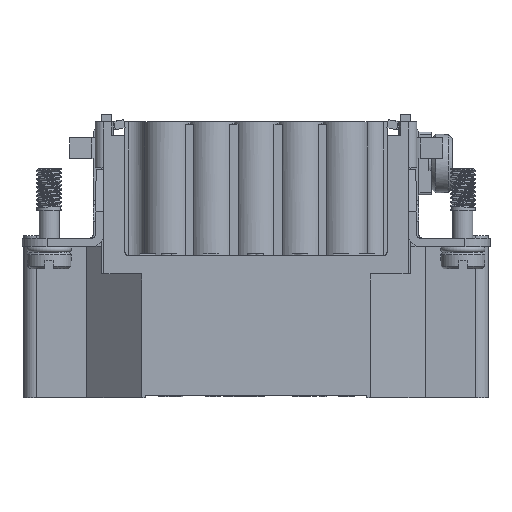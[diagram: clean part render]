
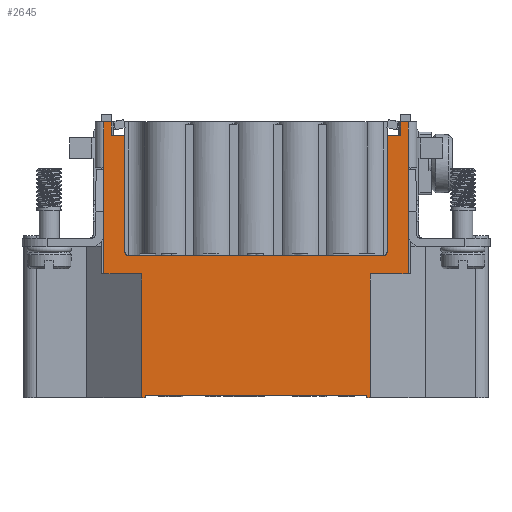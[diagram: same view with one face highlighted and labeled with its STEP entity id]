
A CAD part, front view. The second image highlights one B-rep face of the part: STEP entity #2645.
In plain terms, the highlighted planar face has unit normal (0, -1, 0).
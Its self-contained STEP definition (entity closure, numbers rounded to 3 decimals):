
#621=CIRCLE('',#23672,0.5);
#630=CIRCLE('',#23683,0.5);
#2645=ADVANCED_FACE('',(#4640),#3739,.F.);
#3739=PLANE('',#23799);
#4640=FACE_OUTER_BOUND('',#5830,.T.);
#5830=EDGE_LOOP('',(#9518,#9519,#9520,#9521,#9522,#9523,#9524,#9525,#9526,
#9527,#9528,#9529,#9530,#9531,#9532,#9533,#9534,#9535,#9536,#9537,#9538,
#9539,#9540,#9541,#9542,#9543,#9544,#9545,#9546,#9547));
#9518=ORIENTED_EDGE('',*,*,#16879,.F.);
#9519=ORIENTED_EDGE('',*,*,#16882,.T.);
#9520=ORIENTED_EDGE('',*,*,#16883,.T.);
#9521=ORIENTED_EDGE('',*,*,#16874,.F.);
#9522=ORIENTED_EDGE('',*,*,#16884,.T.);
#9523=ORIENTED_EDGE('',*,*,#16885,.T.);
#9524=ORIENTED_EDGE('',*,*,#16886,.F.);
#9525=ORIENTED_EDGE('',*,*,#16887,.T.);
#9526=ORIENTED_EDGE('',*,*,#16869,.F.);
#9527=ORIENTED_EDGE('',*,*,#16568,.T.);
#9528=ORIENTED_EDGE('',*,*,#16573,.F.);
#9529=ORIENTED_EDGE('',*,*,#16594,.T.);
#9530=ORIENTED_EDGE('',*,*,#16868,.T.);
#9531=ORIENTED_EDGE('',*,*,#16888,.F.);
#9532=ORIENTED_EDGE('',*,*,#16889,.T.);
#9533=ORIENTED_EDGE('',*,*,#16890,.F.);
#9534=ORIENTED_EDGE('',*,*,#16891,.T.);
#9535=ORIENTED_EDGE('',*,*,#16861,.T.);
#9536=ORIENTED_EDGE('',*,*,#16892,.T.);
#9537=ORIENTED_EDGE('',*,*,#16893,.T.);
#9538=ORIENTED_EDGE('',*,*,#16856,.T.);
#9539=ORIENTED_EDGE('',*,*,#16523,.T.);
#9540=ORIENTED_EDGE('',*,*,#16894,.T.);
#9541=ORIENTED_EDGE('',*,*,#16558,.F.);
#9542=ORIENTED_EDGE('',*,*,#16516,.F.);
#9543=ORIENTED_EDGE('',*,*,#16513,.F.);
#9544=ORIENTED_EDGE('',*,*,#16512,.F.);
#9545=ORIENTED_EDGE('',*,*,#16549,.F.);
#9546=ORIENTED_EDGE('',*,*,#16895,.T.);
#9547=ORIENTED_EDGE('',*,*,#16536,.T.);
#13974=VERTEX_POINT('',#37177);
#13975=VERTEX_POINT('',#37179);
#13976=VERTEX_POINT('',#37183);
#13977=VERTEX_POINT('',#37187);
#13984=VERTEX_POINT('',#37203);
#13985=VERTEX_POINT('',#37205);
#13993=VERTEX_POINT('',#37224);
#13997=VERTEX_POINT('',#37231);
#14008=VERTEX_POINT('',#37256);
#14016=VERTEX_POINT('',#37275);
#14025=VERTEX_POINT('',#37299);
#14026=VERTEX_POINT('',#37300);
#14030=VERTEX_POINT('',#37313);
#14050=VERTEX_POINT('',#37355);
#14230=VERTEX_POINT('',#37869);
#14234=VERTEX_POINT('',#37877);
#14235=VERTEX_POINT('',#37879);
#14239=VERTEX_POINT('',#37891);
#14240=VERTEX_POINT('',#37895);
#14243=VERTEX_POINT('',#37903);
#14244=VERTEX_POINT('',#37905);
#14248=VERTEX_POINT('',#37913);
#14250=VERTEX_POINT('',#37921);
#14251=VERTEX_POINT('',#37924);
#14252=VERTEX_POINT('',#37926);
#14253=VERTEX_POINT('',#37928);
#14254=VERTEX_POINT('',#37931);
#14255=VERTEX_POINT('',#37933);
#14256=VERTEX_POINT('',#37935);
#14257=VERTEX_POINT('',#37938);
#16512=EDGE_CURVE('',#13975,#13974,#19445,.T.);
#16513=EDGE_CURVE('',#13974,#13976,#19446,.T.);
#16516=EDGE_CURVE('',#13976,#13977,#19449,.T.);
#16523=EDGE_CURVE('',#13985,#13984,#19456,.T.);
#16536=EDGE_CURVE('',#13993,#13997,#19469,.T.);
#16549=EDGE_CURVE('',#14008,#13975,#19480,.T.);
#16558=EDGE_CURVE('',#13977,#14016,#19488,.T.);
#16568=EDGE_CURVE('',#14025,#14026,#621,.T.);
#16573=EDGE_CURVE('',#14030,#14026,#19496,.T.);
#16594=EDGE_CURVE('',#14030,#14050,#630,.T.);
#16856=EDGE_CURVE('',#14230,#13985,#19726,.T.);
#16861=EDGE_CURVE('',#14235,#14234,#19731,.T.);
#16868=EDGE_CURVE('',#14050,#14239,#19738,.T.);
#16869=EDGE_CURVE('',#14025,#14240,#19739,.T.);
#16874=EDGE_CURVE('',#14243,#14244,#19744,.T.);
#16879=EDGE_CURVE('',#14248,#13997,#19749,.T.);
#16882=EDGE_CURVE('',#14248,#14250,#19752,.T.);
#16883=EDGE_CURVE('',#14250,#14244,#19753,.T.);
#16884=EDGE_CURVE('',#14243,#14251,#19754,.T.);
#16885=EDGE_CURVE('',#14251,#14252,#19755,.T.);
#16886=EDGE_CURVE('',#14253,#14252,#19756,.T.);
#16887=EDGE_CURVE('',#14253,#14240,#19757,.T.);
#16888=EDGE_CURVE('',#14254,#14239,#19758,.T.);
#16889=EDGE_CURVE('',#14254,#14255,#19759,.T.);
#16890=EDGE_CURVE('',#14256,#14255,#19760,.T.);
#16891=EDGE_CURVE('',#14256,#14235,#19761,.T.);
#16892=EDGE_CURVE('',#14234,#14257,#19762,.T.);
#16893=EDGE_CURVE('',#14257,#14230,#19763,.T.);
#16894=EDGE_CURVE('',#13984,#14016,#19764,.T.);
#16895=EDGE_CURVE('',#14008,#13993,#19765,.T.);
#19445=LINE('',#37180,#21773);
#19446=LINE('',#37182,#21774);
#19449=LINE('',#37188,#21777);
#19456=LINE('',#37204,#21784);
#19469=LINE('',#37232,#21797);
#19480=LINE('',#37257,#21808);
#19488=LINE('',#37274,#21816);
#19496=LINE('',#37312,#21824);
#19726=LINE('',#37868,#22054);
#19731=LINE('',#37878,#22059);
#19738=LINE('',#37892,#22066);
#19739=LINE('',#37894,#22067);
#19744=LINE('',#37904,#22072);
#19749=LINE('',#37914,#22077);
#19752=LINE('',#37920,#22080);
#19753=LINE('',#37922,#22081);
#19754=LINE('',#37923,#22082);
#19755=LINE('',#37925,#22083);
#19756=LINE('',#37927,#22084);
#19757=LINE('',#37929,#22085);
#19758=LINE('',#37930,#22086);
#19759=LINE('',#37932,#22087);
#19760=LINE('',#37934,#22088);
#19761=LINE('',#37936,#22089);
#19762=LINE('',#37937,#22090);
#19763=LINE('',#37939,#22091);
#19764=LINE('',#37940,#22092);
#19765=LINE('',#37941,#22093);
#21773=VECTOR('',#26975,1.);
#21774=VECTOR('',#26978,1.);
#21777=VECTOR('',#26983,1.);
#21784=VECTOR('',#26994,1.);
#21797=VECTOR('',#27011,1.);
#21808=VECTOR('',#27028,1.);
#21816=VECTOR('',#27040,1.);
#21824=VECTOR('',#27064,1.);
#22054=VECTOR('',#27530,1.);
#22059=VECTOR('',#27535,1.);
#22066=VECTOR('',#27546,1.);
#22067=VECTOR('',#27549,1.);
#22072=VECTOR('',#27556,1.);
#22077=VECTOR('',#27561,1.);
#22080=VECTOR('',#27568,1.);
#22081=VECTOR('',#27569,1.);
#22082=VECTOR('',#27570,1.);
#22083=VECTOR('',#27571,1.);
#22084=VECTOR('',#27572,1.);
#22085=VECTOR('',#27573,1.);
#22086=VECTOR('',#27574,1.);
#22087=VECTOR('',#27575,1.);
#22088=VECTOR('',#27576,1.);
#22089=VECTOR('',#27577,1.);
#22090=VECTOR('',#27578,1.);
#22091=VECTOR('',#27579,1.);
#22092=VECTOR('',#27580,1.);
#22093=VECTOR('',#27581,1.);
#23672=AXIS2_PLACEMENT_3D('',#37298,#27056,#27057);
#23683=AXIS2_PLACEMENT_3D('',#37354,#27094,#27095);
#23799=AXIS2_PLACEMENT_3D('',#37942,#27582,#27583);
#26975=DIRECTION('',(0.,0.,1.));
#26978=DIRECTION('',(-1.,0.,0.));
#26983=DIRECTION('',(0.,0.,-1.));
#26994=DIRECTION('',(1.,0.,0.));
#27011=DIRECTION('',(1.,0.,0.));
#27028=DIRECTION('',(-1.,0.,0.));
#27040=DIRECTION('',(-1.,0.,0.));
#27056=DIRECTION('',(0.,1.,0.));
#27057=DIRECTION('',(1.,0.,0.));
#27064=DIRECTION('',(1.,0.,0.));
#27094=DIRECTION('',(0.,1.,0.));
#27095=DIRECTION('',(1.,0.,0.));
#27530=DIRECTION('',(0.,0.,-1.));
#27535=DIRECTION('',(0.,0.,-1.));
#27546=DIRECTION('',(0.,0.,1.));
#27549=DIRECTION('',(0.,0.,1.));
#27556=DIRECTION('',(0.,0.,-1.));
#27561=DIRECTION('',(0.,0.,-1.));
#27568=DIRECTION('',(-0.017,0.,1.));
#27569=DIRECTION('',(1.,0.,0.017));
#27570=DIRECTION('',(0.,0.,1.));
#27571=DIRECTION('',(-1.,0.,0.));
#27572=DIRECTION('',(0.,0.,1.));
#27573=DIRECTION('',(-1.,0.,0.));
#27574=DIRECTION('',(1.,0.,0.));
#27575=DIRECTION('',(0.,0.,1.));
#27576=DIRECTION('',(1.,0.,0.));
#27577=DIRECTION('',(0.,0.,-1.));
#27578=DIRECTION('',(1.,0.,-0.017));
#27579=DIRECTION('',(-0.017,0.,-1.));
#27580=DIRECTION('',(0.,0.,-1.));
#27581=DIRECTION('',(0.,0.,1.));
#27582=DIRECTION('',(0.,1.,0.));
#27583=DIRECTION('',(-1.,0.,0.));
#37177=CARTESIAN_POINT('',(13.25,-11.25,-0.3));
#37179=CARTESIAN_POINT('',(13.25,-11.25,-0.6));
#37180=CARTESIAN_POINT('',(13.25,-11.25,32.2));
#37182=CARTESIAN_POINT('',(-18.2,-11.25,-0.3));
#37183=CARTESIAN_POINT('',(-13.25,-11.25,-0.3));
#37187=CARTESIAN_POINT('',(-13.25,-11.25,-0.6));
#37188=CARTESIAN_POINT('',(-13.25,-11.25,32.2));
#37203=CARTESIAN_POINT('',(-13.698,-11.25,14.2));
#37204=CARTESIAN_POINT('',(-18.2,-11.25,14.2));
#37205=CARTESIAN_POINT('',(-18.2,-11.25,14.2));
#37224=CARTESIAN_POINT('',(13.698,-11.25,14.2));
#37231=CARTESIAN_POINT('',(18.2,-11.25,14.2));
#37232=CARTESIAN_POINT('',(-18.2,-11.25,14.2));
#37256=CARTESIAN_POINT('',(13.698,-11.25,-0.6));
#37257=CARTESIAN_POINT('',(-8.4,-11.25,-0.6));
#37274=CARTESIAN_POINT('',(-8.4,-11.25,-0.6));
#37275=CARTESIAN_POINT('',(-13.698,-11.25,-0.6));
#37298=CARTESIAN_POINT('',(15.2,-11.25,16.9));
#37299=CARTESIAN_POINT('',(15.7,-11.25,16.9));
#37300=CARTESIAN_POINT('',(15.2,-11.25,16.4));
#37312=CARTESIAN_POINT('',(-18.2,-11.25,16.4));
#37313=CARTESIAN_POINT('',(-15.2,-11.25,16.4));
#37354=CARTESIAN_POINT('',(-15.2,-11.25,16.9));
#37355=CARTESIAN_POINT('',(-15.7,-11.25,16.9));
#37868=CARTESIAN_POINT('',(-18.2,-11.25,32.2));
#37869=CARTESIAN_POINT('',(-18.2,-11.25,22.149));
#37877=CARTESIAN_POINT('',(-18.2,-11.25,22.218));
#37878=CARTESIAN_POINT('',(-18.2,-11.25,32.2));
#37879=CARTESIAN_POINT('',(-18.2,-11.25,26.9));
#37891=CARTESIAN_POINT('',(-15.7,-11.25,30.8));
#37892=CARTESIAN_POINT('',(-15.7,-11.25,32.2));
#37894=CARTESIAN_POINT('',(15.7,-11.25,32.2));
#37895=CARTESIAN_POINT('',(15.7,-11.25,30.8));
#37903=CARTESIAN_POINT('',(18.2,-11.25,26.9));
#37904=CARTESIAN_POINT('',(18.2,-11.25,32.2));
#37905=CARTESIAN_POINT('',(18.2,-11.25,22.218));
#37913=CARTESIAN_POINT('',(18.2,-11.25,22.149));
#37914=CARTESIAN_POINT('',(18.2,-11.25,32.2));
#37920=CARTESIAN_POINT('',(18.014,-11.25,32.832));
#37921=CARTESIAN_POINT('',(18.199,-11.25,22.218));
#37922=CARTESIAN_POINT('',(-18.015,-11.25,21.586));
#37923=CARTESIAN_POINT('',(18.2,-11.25,32.2));
#37924=CARTESIAN_POINT('',(18.2,-11.25,32.4));
#37925=CARTESIAN_POINT('',(-18.2,-11.25,32.4));
#37926=CARTESIAN_POINT('',(17.3,-11.25,32.4));
#37927=CARTESIAN_POINT('',(17.3,-11.25,32.3));
#37928=CARTESIAN_POINT('',(17.3,-11.25,30.8));
#37929=CARTESIAN_POINT('',(18.2,-11.25,30.8));
#37930=CARTESIAN_POINT('',(-18.2,-11.25,30.8));
#37931=CARTESIAN_POINT('',(-17.3,-11.25,30.8));
#37932=CARTESIAN_POINT('',(-17.3,-11.25,32.2));
#37933=CARTESIAN_POINT('',(-17.3,-11.25,32.4));
#37934=CARTESIAN_POINT('',(-18.2,-11.25,32.4));
#37935=CARTESIAN_POINT('',(-18.2,-11.25,32.4));
#37936=CARTESIAN_POINT('',(-18.2,-11.25,32.2));
#37937=CARTESIAN_POINT('',(-18.374,-11.25,22.221));
#37938=CARTESIAN_POINT('',(-18.199,-11.25,22.218));
#37939=CARTESIAN_POINT('',(-18.025,-11.25,32.197));
#37940=CARTESIAN_POINT('',(-13.698,-11.25,32.2));
#37941=CARTESIAN_POINT('',(13.698,-11.25,32.2));
#37942=CARTESIAN_POINT('',(-18.2,-11.25,32.2));
